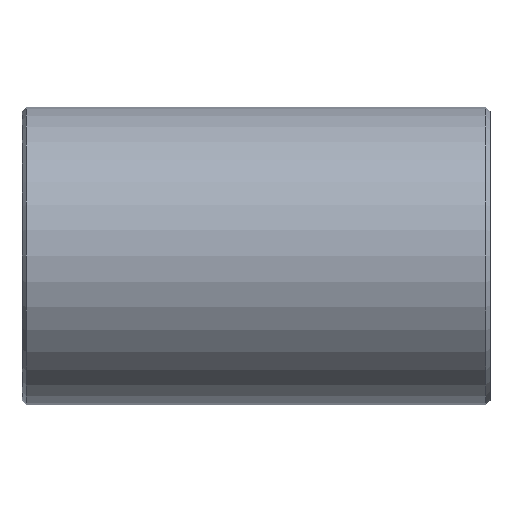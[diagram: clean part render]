
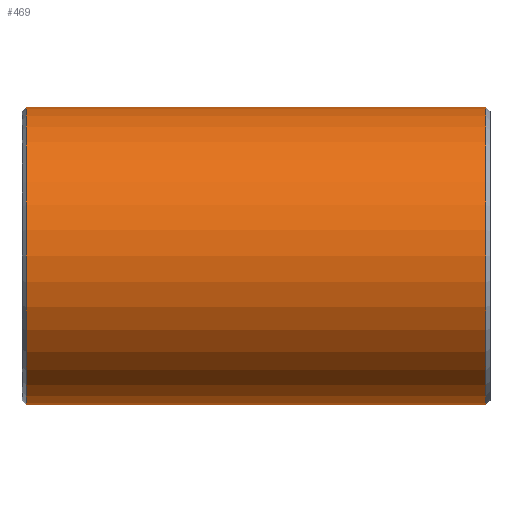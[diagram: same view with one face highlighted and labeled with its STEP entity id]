
A CAD part, front view. The second image highlights one B-rep face of the part: STEP entity #469.
In plain terms, the highlighted cylindrical face has radius 177.8 mm (diameter 355.6 mm), a partial arc.
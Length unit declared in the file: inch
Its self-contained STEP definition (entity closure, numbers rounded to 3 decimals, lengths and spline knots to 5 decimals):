
#11 = DIRECTION ( 'NONE',  ( -1., 0., 0. ) ) ;
#13 = CIRCLE ( 'NONE', #259, 7. ) ;
#73 = ORIENTED_EDGE ( 'NONE', *, *, #602, .T. ) ;
#90 = VECTOR ( 'NONE', #516, 39.37008 ) ;
#103 = AXIS2_PLACEMENT_3D ( 'NONE', #319, #849, #992 ) ;
#135 = CYLINDRICAL_SURFACE ( 'NONE', #694, 7. ) ;
#147 = CARTESIAN_POINT ( 'NONE',  ( -10.802, 0., -7. ) ) ;
#216 = DIRECTION ( 'NONE',  ( 0., 0., -1. ) ) ;
#259 = AXIS2_PLACEMENT_3D ( 'NONE', #438, #741, #216 ) ;
#285 = LINE ( 'NONE', #525, #90 ) ;
#319 = CARTESIAN_POINT ( 'NONE',  ( -10.802, 0., 0. ) ) ;
#362 = CARTESIAN_POINT ( 'NONE',  ( 11., 0., 0. ) ) ;
#368 = DIRECTION ( 'NONE',  ( 0., 0., 1. ) ) ;
#386 = VERTEX_POINT ( 'NONE', #403 ) ;
#403 = CARTESIAN_POINT ( 'NONE',  ( 10.802, 0., -7. ) ) ;
#429 = VERTEX_POINT ( 'NONE', #714 ) ;
#438 = CARTESIAN_POINT ( 'NONE',  ( 10.802, 0., 0. ) ) ;
#469 = ADVANCED_FACE ( 'NONE', ( #722 ), #135, .T. ) ;
#479 = EDGE_CURVE ( 'NONE', #386, #429, #13, .T. ) ;
#484 = VECTOR ( 'NONE', #11, 39.37008 ) ;
#516 = DIRECTION ( 'NONE',  ( -1., 0., 0. ) ) ;
#525 = CARTESIAN_POINT ( 'NONE',  ( 11., 0., -7. ) ) ;
#530 = ORIENTED_EDGE ( 'NONE', *, *, #973, .F. ) ;
#549 = CIRCLE ( 'NONE', #103, 7. ) ;
#602 = EDGE_CURVE ( 'NONE', #429, #846, #622, .T. ) ;
#617 = ORIENTED_EDGE ( 'NONE', *, *, #671, .T. ) ;
#622 = LINE ( 'NONE', #628, #484 ) ;
#628 = CARTESIAN_POINT ( 'NONE',  ( 11., 0., 7. ) ) ;
#671 = EDGE_CURVE ( 'NONE', #846, #848, #549, .T. ) ;
#694 = AXIS2_PLACEMENT_3D ( 'NONE', #362, #909, #368 ) ;
#714 = CARTESIAN_POINT ( 'NONE',  ( 10.802, 0., 7. ) ) ;
#722 = FACE_OUTER_BOUND ( 'NONE', #820, .T. ) ;
#741 = DIRECTION ( 'NONE',  ( -1., 0., 0. ) ) ;
#742 = CARTESIAN_POINT ( 'NONE',  ( -10.802, 0., 7. ) ) ;
#820 = EDGE_LOOP ( 'NONE', ( #530, #850, #73, #617 ) ) ;
#846 = VERTEX_POINT ( 'NONE', #742 ) ;
#848 = VERTEX_POINT ( 'NONE', #147 ) ;
#849 = DIRECTION ( 'NONE',  ( 1., 0., 0. ) ) ;
#850 = ORIENTED_EDGE ( 'NONE', *, *, #479, .T. ) ;
#909 = DIRECTION ( 'NONE',  ( -1., 0., 0. ) ) ;
#973 = EDGE_CURVE ( 'NONE', #386, #848, #285, .T. ) ;
#992 = DIRECTION ( 'NONE',  ( 0., 0., 1. ) ) ;
